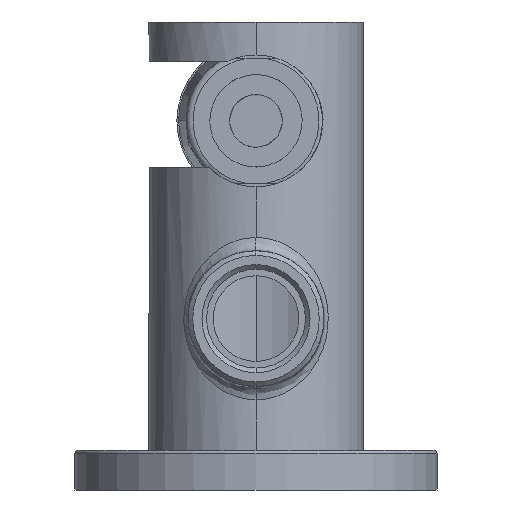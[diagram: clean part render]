
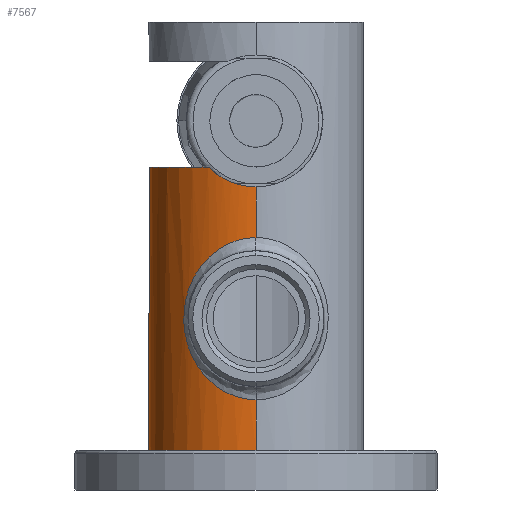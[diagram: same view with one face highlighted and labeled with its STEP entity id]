
A CAD part, front view. The second image highlights one B-rep face of the part: STEP entity #7567.
In plain terms, the highlighted cylindrical face has radius 16.25 mm (diameter 32.5 mm), a partial arc.
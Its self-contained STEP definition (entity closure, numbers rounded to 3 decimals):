
#1934=DIRECTION('',(0.,0.,-1.));
#1935=VECTOR('',#1934,38.413);
#1936=CARTESIAN_POINT('',(0.,16.25,44.413));
#1937=LINE('',#1936,#1935);
#1943=DIRECTION('',(0.,0.,-1.));
#1944=VECTOR('',#1943,7.7);
#1945=CARTESIAN_POINT('',(0.,-16.25,13.7));
#1946=LINE('',#1945,#1944);
#1947=CARTESIAN_POINT('',(0.,-16.25,13.7));
#1976=CARTESIAN_POINT('',(0.,-16.25,38.3));
#1978=DIRECTION('',(0.,0.,-1.));
#1979=VECTOR('',#1978,7.7);
#1980=CARTESIAN_POINT('',(0.,-16.25,46.));
#1981=LINE('',#1980,#1979);
#2010=CARTESIAN_POINT('',(0.,-16.25,46.));
#2025=CARTESIAN_POINT('',(0.,16.25,44.413));
#2026=CARTESIAN_POINT('',(-0.235,16.25,44.413));
#2027=CARTESIAN_POINT('',(-0.706,16.24,
44.428));
#2028=CARTESIAN_POINT('',(-1.416,16.193,44.495));
#2029=CARTESIAN_POINT('',(-2.117,16.116,44.607));
#2030=CARTESIAN_POINT('',(-2.795,16.013,44.759));
#2031=CARTESIAN_POINT('',(-3.456,15.883,44.95));
#2032=CARTESIAN_POINT('',(-4.139,15.72,45.193));
#2033=CARTESIAN_POINT('',(-4.868,15.511,45.509));
#2034=CARTESIAN_POINT('',(-5.666,15.239,45.928));
#2035=CARTESIAN_POINT('',(-6.529,14.891,46.478));
#2036=CARTESIAN_POINT('',(-7.442,14.458,47.194));
#2037=CARTESIAN_POINT('',(-8.312,13.974,48.039));
#2038=CARTESIAN_POINT('',(-8.834,13.642,48.667));
#2039=CARTESIAN_POINT('',(-9.082,13.475,49.));
#2041=CARTESIAN_POINT('',(0.,0.,49.));
#2042=DIRECTION('',(0.,0.,1.));
#2043=DIRECTION('',(-0.559,0.829,0.));
#2044=AXIS2_PLACEMENT_3D('',#2041,#2042,#2043);
#2046=CARTESIAN_POINT('',(0.,-16.25,46.));
#2047=CARTESIAN_POINT('',(-0.36,-16.25,46.));
#2048=CARTESIAN_POINT('',(-1.081,-16.226,
46.038));
#2049=CARTESIAN_POINT('',(-2.16,-16.118,
46.21));
#2050=CARTESIAN_POINT('',(-3.232,-15.938,
46.502));
#2051=CARTESIAN_POINT('',(-4.293,-15.685,
46.92));
#2052=CARTESIAN_POINT('',(-5.33,-15.364,
47.471));
#2053=CARTESIAN_POINT('',(-6.326,-14.98,
48.16));
#2054=CARTESIAN_POINT('',(-6.939,-14.698,
48.704));
#2055=CARTESIAN_POINT('',(-7.233,-14.552,49.));
#2057=CARTESIAN_POINT('',(0.,-16.25,38.3));
#2058=CARTESIAN_POINT('',(-0.37,-16.25,
38.3));
#2059=CARTESIAN_POINT('',(-1.117,-16.225,
38.258));
#2060=CARTESIAN_POINT('',(-2.252,-16.107,
38.061));
#2061=CARTESIAN_POINT('',(-3.391,-15.906,
37.721));
#2062=CARTESIAN_POINT('',(-4.529,-15.621,
37.228));
#2063=CARTESIAN_POINT('',(-5.66,-15.248,
36.564));
#2064=CARTESIAN_POINT('',(-6.764,-14.791,
35.714));
#2065=CARTESIAN_POINT('',(-7.81,-14.265,34.672));
#2066=CARTESIAN_POINT('',(-8.753,-13.704,
33.453));
#2067=CARTESIAN_POINT('',(-9.542,-13.163,
32.107));
#2068=CARTESIAN_POINT('',(-10.147,-12.698,
30.711));
#2069=CARTESIAN_POINT('',(-10.569,-12.346,
29.325));
#2070=CARTESIAN_POINT('',(-10.832,-12.114,
27.974));
#2071=CARTESIAN_POINT('',(-10.957,-12.,
26.654));
#2072=CARTESIAN_POINT('',(-10.957,-12.,
25.345));
#2073=CARTESIAN_POINT('',(-10.832,-12.114,
24.024));
#2074=CARTESIAN_POINT('',(-10.569,-12.346,
22.673));
#2075=CARTESIAN_POINT('',(-10.146,-12.699,
21.287));
#2076=CARTESIAN_POINT('',(-9.541,-13.164,
19.891));
#2077=CARTESIAN_POINT('',(-8.751,-13.705,
18.546));
#2078=CARTESIAN_POINT('',(-7.809,-14.266,
17.327));
#2079=CARTESIAN_POINT('',(-6.763,-14.792,
16.284));
#2080=CARTESIAN_POINT('',(-5.658,-15.249,
15.435));
#2081=CARTESIAN_POINT('',(-4.527,-15.621,
14.771));
#2082=CARTESIAN_POINT('',(-3.391,-15.907,
14.279));
#2083=CARTESIAN_POINT('',(-2.251,-16.107,
13.939));
#2084=CARTESIAN_POINT('',(-1.116,-16.225,
13.742));
#2085=CARTESIAN_POINT('',(-0.37,-16.25,
13.7));
#2086=CARTESIAN_POINT('',(0.,-16.25,13.7));
#2088=CARTESIAN_POINT('',(0.,0.,6.));
#2089=DIRECTION('',(0.,0.,1.));
#2090=DIRECTION('',(0.,1.,0.));
#2091=AXIS2_PLACEMENT_3D('',#2088,#2089,#2090);
#5665=VERTEX_POINT('',#2010);
#5666=VERTEX_POINT('',#2055);
#5718=VERTEX_POINT('',#1947);
#5719=VERTEX_POINT('',#1976);
#5766=CARTESIAN_POINT('',(0.,16.25,6.));
#5767=CARTESIAN_POINT('',(0.,-16.25,6.));
#5768=VERTEX_POINT('',#5766);
#5769=VERTEX_POINT('',#5767);
#5808=VERTEX_POINT('',#2025);
#5809=VERTEX_POINT('',#2039);
#7549=CARTESIAN_POINT('',(0.,0.,2.75));
#7550=DIRECTION('',(0.,0.,1.));
#7551=DIRECTION('',(0.,-1.,0.));
#7552=AXIS2_PLACEMENT_3D('',#7549,#7550,#7551);
#7553=CYLINDRICAL_SURFACE('',#7552,16.25);
#7554=ORIENTED_EDGE('',*,*,#6958,.T.);
#7556=ORIENTED_EDGE('',*,*,#7555,.T.);
#7557=ORIENTED_EDGE('',*,*,#7020,.F.);
#7558=ORIENTED_EDGE('',*,*,#7532,.T.);
#7560=ORIENTED_EDGE('',*,*,#7559,.T.);
#7561=ORIENTED_EDGE('',*,*,#7528,.T.);
#7563=ORIENTED_EDGE('',*,*,#7562,.F.);
#7564=ORIENTED_EDGE('',*,*,#7524,.F.);
#7565=EDGE_LOOP('',(#7554,#7556,#7557,#7558,#7560,#7561,#7563,#7564));
#7566=FACE_OUTER_BOUND('',#7565,.F.);
#7567=ADVANCED_FACE('',(#7566),#7553,.T.);
#2040=B_SPLINE_CURVE_WITH_KNOTS('',3,(#2025,#2026,#2027,#2028,#2029,#2030,#2031,
#2032,#2033,#2034,#2035,#2036,#2037,#2038,#2039),.UNSPECIFIED.,.F.,.F.,(4,1,1,1,
1,1,1,1,1,1,1,1,4),(0.,0.083,0.167,0.25,
0.333,0.417,0.5,0.583,0.667,
0.75,0.833,0.917,1.),.UNSPECIFIED.);
#2045=CIRCLE('',#2044,16.25);
#2056=B_SPLINE_CURVE_WITH_KNOTS('',3,(#2046,#2047,#2048,#2049,#2050,#2051,#2052,
#2053,#2054,#2055),.UNSPECIFIED.,.F.,.F.,(4,1,1,1,1,1,1,4),(0.,
0.143,0.286,0.429,0.571,
0.714,0.857,1.),.UNSPECIFIED.);
#2087=B_SPLINE_CURVE_WITH_KNOTS('',3,(#2057,#2058,#2059,#2060,#2061,#2062,#2063,
#2064,#2065,#2066,#2067,#2068,#2069,#2070,#2071,#2072,#2073,#2074,#2075,#2076,
#2077,#2078,#2079,#2080,#2081,#2082,#2083,#2084,#2085,#2086),.UNSPECIFIED.,.F.,
.F.,(4,1,1,1,1,1,1,1,1,1,1,1,1,1,1,1,1,1,1,1,1,1,1,1,1,1,1,4),(0.,
0.037,0.074,0.111,0.148,
0.185,0.222,0.259,0.296,
0.333,0.37,0.407,0.444,
0.481,0.519,0.556,0.593,
0.63,0.667,0.704,0.741,
0.778,0.815,0.852,0.889,
0.926,0.963,1.),.UNSPECIFIED.);
#2092=CIRCLE('',#2091,16.25);
#6958=EDGE_CURVE('',#5808,#5809,#2040,.T.);
#7020=EDGE_CURVE('',#5665,#5666,#2056,.T.);
#7524=EDGE_CURVE('',#5808,#5768,#1937,.T.);
#7528=EDGE_CURVE('',#5718,#5769,#1946,.T.);
#7532=EDGE_CURVE('',#5665,#5719,#1981,.T.);
#7555=EDGE_CURVE('',#5809,#5666,#2045,.T.);
#7559=EDGE_CURVE('',#5719,#5718,#2087,.T.);
#7562=EDGE_CURVE('',#5768,#5769,#2092,.T.);
